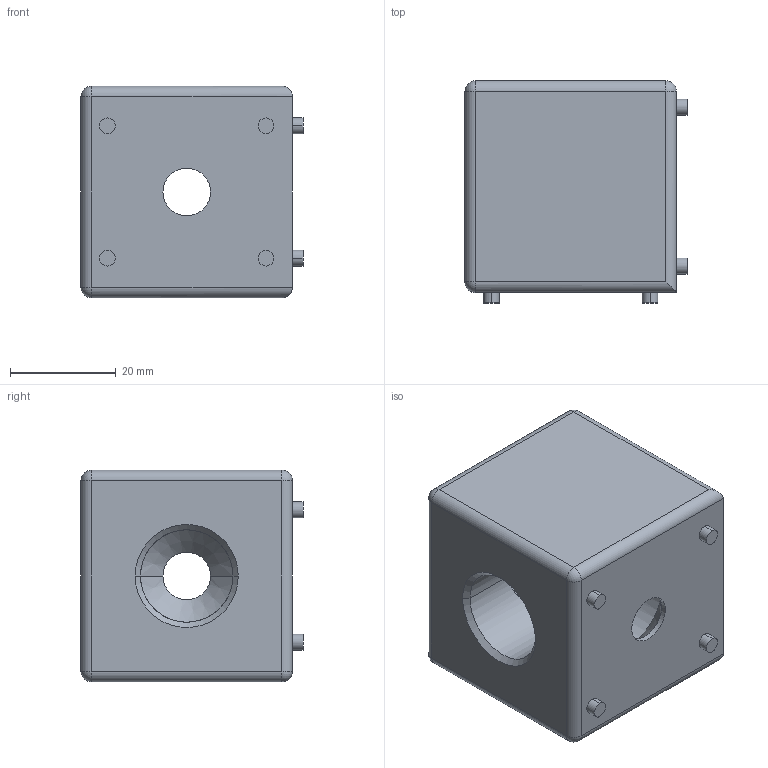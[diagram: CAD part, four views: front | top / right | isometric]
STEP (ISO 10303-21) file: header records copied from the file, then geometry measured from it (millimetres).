
FILE_DESCRIPTION (( 'STEP AP203' ), '1' );
FILE_NAME ('ALF-SC40TC.step', '2024-08-13T11:26:33', ( '' ), ( '' ), 'SwSTEP 2.0', 'SolidWorks 2022', '' );
FILE_SCHEMA (( 'CONFIG_CONTROL_DESIGN' ));
Length unit declared in the file: millimetre
Products named in the file (1): ALF-SC40TC
Bounding box: 42 x 42 x 40 mm (x, y, z)
Volume: 49204.6 mm3; surface area: 11851.4 mm2
Topology: 1 solids, 1 shells, 67 faces, 145 edges, 80 vertices
Faces by surface type: cylinder 39, plane 14, cone 8, sphere 6
Entity records: 1848 total; most frequent: DIRECTION 335, CARTESIAN_POINT 317, ORIENTED_EDGE 278, EDGE_CURVE 139, AXIS2_PLACEMENT_3D 138, VERTEX_POINT 80, EDGE_LOOP 79, CIRCLE 70
